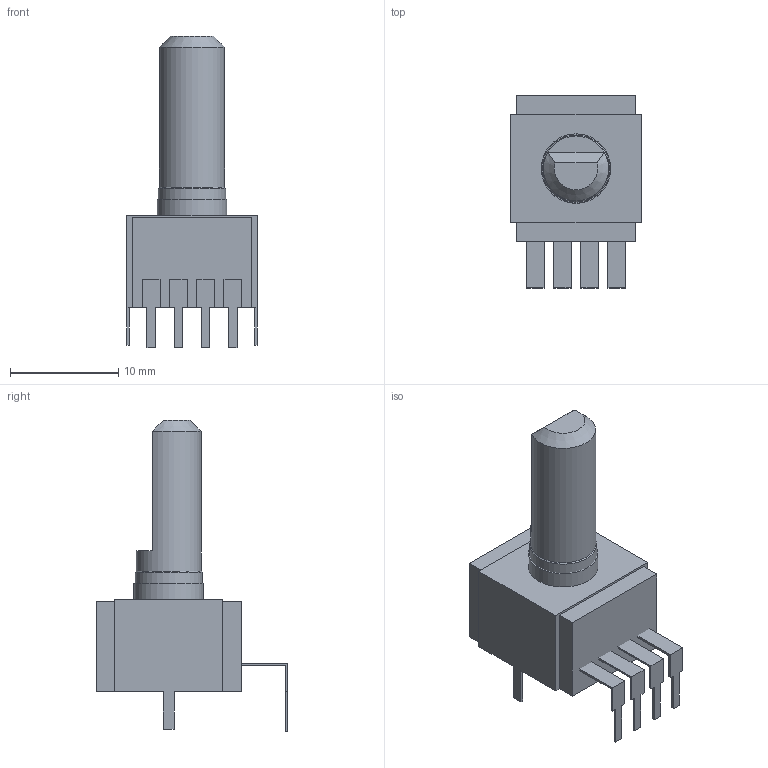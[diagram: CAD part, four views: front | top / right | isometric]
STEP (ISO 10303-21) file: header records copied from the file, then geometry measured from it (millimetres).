
FILE_DESCRIPTION(/* description */ ('STEP AP242','CAx-IF Rec.Pracs.---Representation and Presentation of Product Manufacturing Information (PMI)---4.0---2014-10-13','CAx-IF Rec.Pracs.---3D Tessellated Geometry---0.4---2014-09-14','2;1'),/* implementation_level */ '2;1');
FILE_NAME(/* name */ '63d868ac98ede012d509f7ea',/* time_stamp */ '2023-01-31T01:02:37+00:00',/* author */ (''),/* organization */ (''),/* preprocessor_version */ 'ST-DEVELOPER v18.102',/* originating_system */ ' ',/* authorisation */ ' ');
FILE_SCHEMA (('AP242_MANAGED_MODEL_BASED_3D_ENGINEERING_MIM_LF { 1 0 10303 442 1 1 4 }'));
Length unit declared in the file: metre
Products named in the file (7): Part 7; Part 6; Part 5; Part 4; Part 3; Part 2; Part 1
Bounding box: 12 x 17.7 x 28.7 mm (x, y, z)
Volume: 2320.5 mm3; surface area: 2248.8 mm2
Topology: 7 solids, 7 shells, 85 faces, 203 edges, 134 vertices
Faces by surface type: plane 79, cylinder 4, cone 2
Full cylindrical faces by diameter (mm): 6 x1, 6.2 x1, 6.4 x2
Entity records: 2557 total; most frequent: CARTESIAN_POINT 428, ORIENTED_EDGE 394, DIRECTION 389, EDGE_CURVE 197, LINE 185, VECTOR 185, VERTEX_POINT 133, AXIS2_PLACEMENT_3D 102
